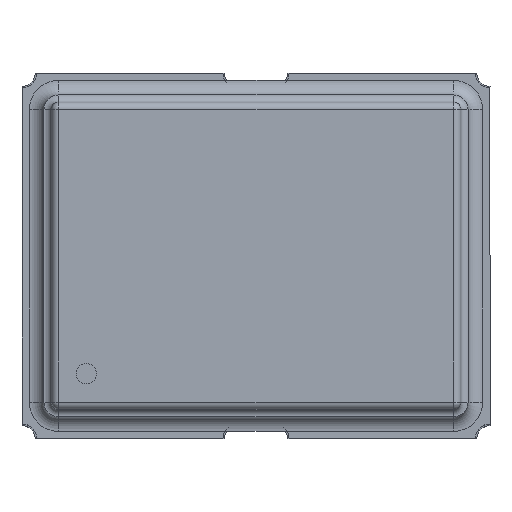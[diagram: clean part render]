
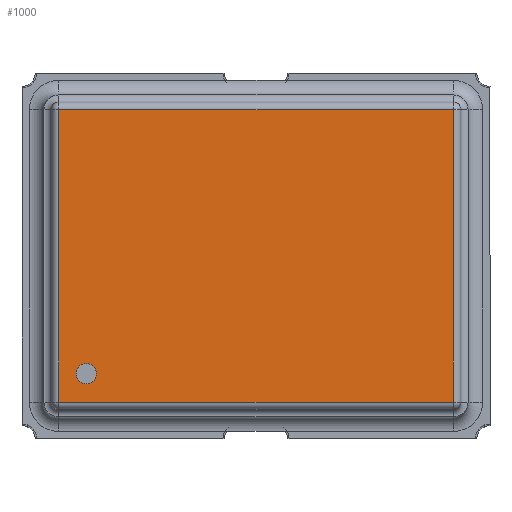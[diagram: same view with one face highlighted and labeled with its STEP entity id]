
A CAD part, top view. The second image highlights one B-rep face of the part: STEP entity #1000.
In plain terms, the highlighted planar face has unit normal (0, 0, 1).
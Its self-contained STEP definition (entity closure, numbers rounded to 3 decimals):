
#8 = ORIENTED_EDGE ( 'NONE', *, *, #8498, .T. ) ;
#61 = FACE_BOUND ( 'NONE', #5135, .T. ) ;
#518 = CARTESIAN_POINT ( 'NONE',  ( 1.35, -1., 1.05 ) ) ;
#527 = ORIENTED_EDGE ( 'NONE', *, *, #2811, .T. ) ;
#707 = DIRECTION ( 'NONE',  ( 1., 0., 0. ) ) ;
#795 = CARTESIAN_POINT ( 'NONE',  ( 1.35, 1., 1.05 ) ) ;
#868 = VERTEX_POINT ( 'NONE', #3950 ) ;
#903 = LINE ( 'NONE', #1019, #8073 ) ;
#943 = VERTEX_POINT ( 'NONE', #7908 ) ;
#1000 = ADVANCED_FACE ( 'NONE', ( #61, #3791 ), #4105, .T. ) ;
#1019 = CARTESIAN_POINT ( 'NONE',  ( -1.35, 1., 1.05 ) ) ;
#1082 = CARTESIAN_POINT ( 'NONE',  ( 1.35, -1., 1.05 ) ) ;
#1118 = CIRCLE ( 'NONE', #8297, 0.069 ) ;
#1289 = CARTESIAN_POINT ( 'NONE',  ( -1.229, -0.805, 1.05 ) ) ;
#1745 = CIRCLE ( 'NONE', #2394, 0.069 ) ;
#2060 = DIRECTION ( 'NONE',  ( 1., 0., 0. ) ) ;
#2253 = ORIENTED_EDGE ( 'NONE', *, *, #5645, .F. ) ;
#2258 = LINE ( 'NONE', #795, #2782 ) ;
#2359 = DIRECTION ( 'NONE',  ( -1., 0., 0. ) ) ;
#2394 = AXIS2_PLACEMENT_3D ( 'NONE', #2869, #4169, #2776 ) ;
#2703 = LINE ( 'NONE', #5896, #4645 ) ;
#2776 = DIRECTION ( 'NONE',  ( 1., 0., 0. ) ) ;
#2782 = VECTOR ( 'NONE', #7495, 1000. ) ;
#2811 = EDGE_CURVE ( 'NONE', #943, #2862, #903, .T. ) ;
#2840 = EDGE_CURVE ( 'NONE', #2862, #868, #2703, .T. ) ;
#2862 = VERTEX_POINT ( 'NONE', #7270 ) ;
#2869 = CARTESIAN_POINT ( 'NONE',  ( -1.16, -0.805, 1.05 ) ) ;
#3105 = EDGE_CURVE ( 'NONE', #5359, #3118, #1745, .T. ) ;
#3118 = VERTEX_POINT ( 'NONE', #1289 ) ;
#3534 = EDGE_CURVE ( 'NONE', #8136, #943, #2258, .T. ) ;
#3645 = EDGE_LOOP ( 'NONE', ( #8, #3714, #527, #5635 ) ) ;
#3714 = ORIENTED_EDGE ( 'NONE', *, *, #3534, .T. ) ;
#3791 = FACE_OUTER_BOUND ( 'NONE', #3645, .T. ) ;
#3859 = AXIS2_PLACEMENT_3D ( 'NONE', #4032, #4160, #2060 ) ;
#3950 = CARTESIAN_POINT ( 'NONE',  ( -1.35, -1., 1.05 ) ) ;
#4032 = CARTESIAN_POINT ( 'NONE',  ( 1.35, 1., 1.05 ) ) ;
#4061 = VECTOR ( 'NONE', #6449, 1000. ) ;
#4105 = PLANE ( 'NONE',  #3859 ) ;
#4160 = DIRECTION ( 'NONE',  ( 0., 0., 1. ) ) ;
#4169 = DIRECTION ( 'NONE',  ( 0., 0., 1. ) ) ;
#4244 = CARTESIAN_POINT ( 'NONE',  ( -1.091, -0.805, 1.05 ) ) ;
#4645 = VECTOR ( 'NONE', #5254, 1000. ) ;
#4700 = CARTESIAN_POINT ( 'NONE',  ( -1.16, -0.805, 1.05 ) ) ;
#4760 = DIRECTION ( 'NONE',  ( 0., 0., 1. ) ) ;
#5135 = EDGE_LOOP ( 'NONE', ( #5555, #2253 ) ) ;
#5254 = DIRECTION ( 'NONE',  ( 0., -1., 0. ) ) ;
#5359 = VERTEX_POINT ( 'NONE', #4244 ) ;
#5555 = ORIENTED_EDGE ( 'NONE', *, *, #3105, .F. ) ;
#5635 = ORIENTED_EDGE ( 'NONE', *, *, #2840, .T. ) ;
#5645 = EDGE_CURVE ( 'NONE', #3118, #5359, #1118, .T. ) ;
#5896 = CARTESIAN_POINT ( 'NONE',  ( -1.35, -1., 1.05 ) ) ;
#6449 = DIRECTION ( 'NONE',  ( 1., 0., 0. ) ) ;
#7270 = CARTESIAN_POINT ( 'NONE',  ( -1.35, 1., 1.05 ) ) ;
#7495 = DIRECTION ( 'NONE',  ( 0., 1., 0. ) ) ;
#7908 = CARTESIAN_POINT ( 'NONE',  ( 1.35, 1., 1.05 ) ) ;
#8018 = LINE ( 'NONE', #1082, #4061 ) ;
#8073 = VECTOR ( 'NONE', #2359, 1000. ) ;
#8136 = VERTEX_POINT ( 'NONE', #518 ) ;
#8297 = AXIS2_PLACEMENT_3D ( 'NONE', #4700, #4760, #707 ) ;
#8498 = EDGE_CURVE ( 'NONE', #868, #8136, #8018, .T. ) ;
